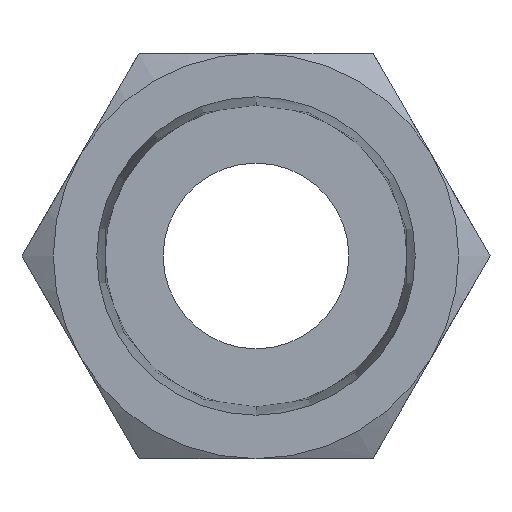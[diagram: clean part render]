
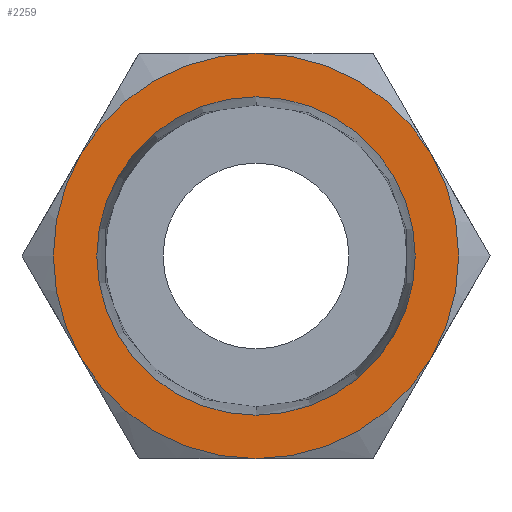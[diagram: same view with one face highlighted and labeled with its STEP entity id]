
A CAD part, front view. The second image highlights one B-rep face of the part: STEP entity #2259.
In plain terms, the highlighted planar face has unit normal (0, -1, 0).
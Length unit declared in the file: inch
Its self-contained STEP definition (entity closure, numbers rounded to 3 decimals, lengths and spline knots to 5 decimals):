
#3 = DIRECTION ( 'NONE',  ( 0., 1., 0. ) ) ;
#11 = CARTESIAN_POINT ( 'NONE',  ( 0., 0., 0. ) ) ;
#50 = EDGE_CURVE ( 'NONE', #2764, #356, #1547, .T. ) ;
#122 = DIRECTION ( 'NONE',  ( 0., 0., -1. ) ) ;
#130 = CARTESIAN_POINT ( 'NONE',  ( -0.29765, 0., -0.17185 ) ) ;
#147 = DIRECTION ( 'NONE',  ( 0., 1., 0. ) ) ;
#210 = CIRCLE ( 'NONE', #223, 0.27 ) ;
#214 = PLANE ( 'NONE',  #2879 ) ;
#223 = AXIS2_PLACEMENT_3D ( 'NONE', #2903, #1556, #122 ) ;
#356 = VERTEX_POINT ( 'NONE', #1782 ) ;
#370 = CARTESIAN_POINT ( 'NONE',  ( 0., 0., -0.3437 ) ) ;
#429 = EDGE_LOOP ( 'NONE', ( #2860, #2747, #1257, #2304, #2309, #1297 ) ) ;
#470 = EDGE_LOOP ( 'NONE', ( #2622, #1536 ) ) ;
#489 = CARTESIAN_POINT ( 'NONE',  ( 0., 0., 0.27 ) ) ;
#600 = EDGE_CURVE ( 'NONE', #356, #2410, #1446, .T. ) ;
#700 = DIRECTION ( 'NONE',  ( 0., 0., 1. ) ) ;
#747 = DIRECTION ( 'NONE',  ( 0., 1., 0. ) ) ;
#758 = CARTESIAN_POINT ( 'NONE',  ( 0., 0., 0. ) ) ;
#833 = AXIS2_PLACEMENT_3D ( 'NONE', #11, #3, #2013 ) ;
#843 = CIRCLE ( 'NONE', #833, 0.3437 ) ;
#878 = CARTESIAN_POINT ( 'NONE',  ( 0., 0., -0.27 ) ) ;
#1027 = CARTESIAN_POINT ( 'NONE',  ( 0., 0., 0. ) ) ;
#1095 = EDGE_CURVE ( 'NONE', #2410, #1373, #843, .T. ) ;
#1195 = CARTESIAN_POINT ( 'NONE',  ( 0., 0., 0. ) ) ;
#1226 = EDGE_CURVE ( 'NONE', #1802, #2010, #2909, .T. ) ;
#1257 = ORIENTED_EDGE ( 'NONE', *, *, #2162, .F. ) ;
#1262 = DIRECTION ( 'NONE',  ( 0., 0., 1. ) ) ;
#1297 = ORIENTED_EDGE ( 'NONE', *, *, #600, .F. ) ;
#1319 = DIRECTION ( 'NONE',  ( 0., 1., 0. ) ) ;
#1344 = DIRECTION ( 'NONE',  ( 0., 0., -1. ) ) ;
#1373 = VERTEX_POINT ( 'NONE', #370 ) ;
#1424 = CIRCLE ( 'NONE', #2725, 0.3437 ) ;
#1431 = DIRECTION ( 'NONE',  ( 0., -1., 0. ) ) ;
#1446 = CIRCLE ( 'NONE', #2890, 0.3437 ) ;
#1469 = CARTESIAN_POINT ( 'NONE',  ( 0.29765, 0., -0.17185 ) ) ;
#1536 = ORIENTED_EDGE ( 'NONE', *, *, #2526, .T. ) ;
#1547 = CIRCLE ( 'NONE', #1996, 0.3437 ) ;
#1556 = DIRECTION ( 'NONE',  ( 0., 1., 0. ) ) ;
#1571 = CARTESIAN_POINT ( 'NONE',  ( -0.29765, 0., 0.17185 ) ) ;
#1578 = CARTESIAN_POINT ( 'NONE',  ( 0., 0., 0. ) ) ;
#1593 = DIRECTION ( 'NONE',  ( 0., 0., 1. ) ) ;
#1695 = DIRECTION ( 'NONE',  ( 0., 1., 0. ) ) ;
#1712 = EDGE_CURVE ( 'NONE', #1373, #2756, #2804, .T. ) ;
#1776 = AXIS2_PLACEMENT_3D ( 'NONE', #1195, #1319, #1344 ) ;
#1782 = CARTESIAN_POINT ( 'NONE',  ( 0.29765, 0., 0.17185 ) ) ;
#1802 = VERTEX_POINT ( 'NONE', #878 ) ;
#1821 = DIRECTION ( 'NONE',  ( 0., 0., 1. ) ) ;
#1891 = FACE_OUTER_BOUND ( 'NONE', #429, .T. ) ;
#1996 = AXIS2_PLACEMENT_3D ( 'NONE', #2396, #1695, #1593 ) ;
#2010 = VERTEX_POINT ( 'NONE', #489 ) ;
#2013 = DIRECTION ( 'NONE',  ( 0., 0., 1. ) ) ;
#2040 = AXIS2_PLACEMENT_3D ( 'NONE', #1578, #147, #1821 ) ;
#2061 = AXIS2_PLACEMENT_3D ( 'NONE', #758, #747, #700 ) ;
#2162 = EDGE_CURVE ( 'NONE', #2756, #2793, #2280, .T. ) ;
#2237 = CARTESIAN_POINT ( 'NONE',  ( 0., 0., 0.3437 ) ) ;
#2259 = ADVANCED_FACE ( 'NONE', ( #2488, #1891 ), #214, .T. ) ;
#2280 = CIRCLE ( 'NONE', #2040, 0.3437 ) ;
#2304 = ORIENTED_EDGE ( 'NONE', *, *, #1712, .F. ) ;
#2309 = ORIENTED_EDGE ( 'NONE', *, *, #1095, .F. ) ;
#2396 = CARTESIAN_POINT ( 'NONE',  ( 0., 0., 0. ) ) ;
#2410 = VERTEX_POINT ( 'NONE', #1469 ) ;
#2488 = FACE_BOUND ( 'NONE', #470, .T. ) ;
#2526 = EDGE_CURVE ( 'NONE', #2010, #1802, #210, .T. ) ;
#2621 = EDGE_CURVE ( 'NONE', #2793, #2764, #1424, .T. ) ;
#2622 = ORIENTED_EDGE ( 'NONE', *, *, #1226, .T. ) ;
#2628 = DIRECTION ( 'NONE',  ( 0., 1., 0. ) ) ;
#2725 = AXIS2_PLACEMENT_3D ( 'NONE', #1027, #2628, #1262 ) ;
#2747 = ORIENTED_EDGE ( 'NONE', *, *, #2621, .F. ) ;
#2756 = VERTEX_POINT ( 'NONE', #130 ) ;
#2764 = VERTEX_POINT ( 'NONE', #2237 ) ;
#2774 = CARTESIAN_POINT ( 'NONE',  ( -0.30685, 0., 0. ) ) ;
#2793 = VERTEX_POINT ( 'NONE', #1571 ) ;
#2804 = CIRCLE ( 'NONE', #2061, 0.3437 ) ;
#2860 = ORIENTED_EDGE ( 'NONE', *, *, #50, .F. ) ;
#2879 = AXIS2_PLACEMENT_3D ( 'NONE', #2774, #1431, #2989 ) ;
#2890 = AXIS2_PLACEMENT_3D ( 'NONE', #2931, #2921, #2908 ) ;
#2903 = CARTESIAN_POINT ( 'NONE',  ( 0., 0., 0. ) ) ;
#2908 = DIRECTION ( 'NONE',  ( 0., 0., 1. ) ) ;
#2909 = CIRCLE ( 'NONE', #1776, 0.27 ) ;
#2921 = DIRECTION ( 'NONE',  ( 0., 1., 0. ) ) ;
#2931 = CARTESIAN_POINT ( 'NONE',  ( 0., 0., 0. ) ) ;
#2989 = DIRECTION ( 'NONE',  ( 0., 0., -1. ) ) ;
